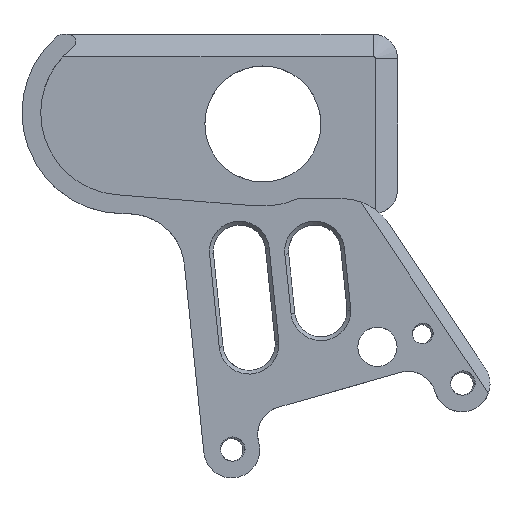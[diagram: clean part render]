
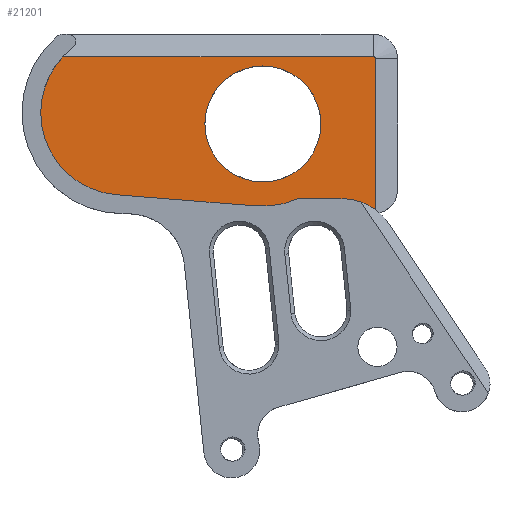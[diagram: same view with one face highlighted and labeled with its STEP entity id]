
A CAD part, top view. The second image highlights one B-rep face of the part: STEP entity #21201.
In plain terms, the highlighted planar face has unit normal (0, 0, 1).
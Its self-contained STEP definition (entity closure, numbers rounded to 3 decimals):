
#129 = CIRCLE ( 'NONE', #11711, 22. ) ;
#164 = ORIENTED_EDGE ( 'NONE', *, *, #24818, .T. ) ;
#319 = EDGE_CURVE ( 'NONE', #19349, #5687, #12878, .T. ) ;
#966 = CIRCLE ( 'NONE', #18740, 15.5 ) ;
#1035 = FACE_BOUND ( 'NONE', #14293, .T. ) ;
#1332 = AXIS2_PLACEMENT_3D ( 'NONE', #13122, #3292, #11165 ) ;
#1387 = VECTOR ( 'NONE', #8941, 1000. ) ;
#1541 = DIRECTION ( 'NONE',  ( 0., 0., -1. ) ) ;
#1610 = CARTESIAN_POINT ( 'NONE',  ( -39.14, -18.929, 13.5 ) ) ;
#1747 = AXIS2_PLACEMENT_3D ( 'NONE', #17294, #3822, #9269 ) ;
#1767 = EDGE_CURVE ( 'NONE', #16112, #13961, #15377, .T. ) ;
#1784 = CIRCLE ( 'NONE', #3826, 22. ) ;
#1941 = CARTESIAN_POINT ( 'NONE',  ( -59.38, 3., 13.5 ) ) ;
#2190 = VERTEX_POINT ( 'NONE', #11664 ) ;
#2590 = VERTEX_POINT ( 'NONE', #23944 ) ;
#2944 = CARTESIAN_POINT ( 'NONE',  ( -1.76, -21.929, 13.5 ) ) ;
#3243 = LINE ( 'NONE', #20835, #1387 ) ;
#3292 = DIRECTION ( 'NONE',  ( 0., 0., -1. ) ) ;
#3355 = FACE_OUTER_BOUND ( 'NONE', #24511, .T. ) ;
#3364 = VECTOR ( 'NONE', #4267, 1000. ) ;
#3650 = DIRECTION ( 'NONE',  ( 0., 0., -1. ) ) ;
#3727 = CARTESIAN_POINT ( 'NONE',  ( 0., 0., 13.5 ) ) ;
#3822 = DIRECTION ( 'NONE',  ( 0., 0., 1. ) ) ;
#3826 = AXIS2_PLACEMENT_3D ( 'NONE', #5336, #25113, #7019 ) ;
#4241 = VERTEX_POINT ( 'NONE', #1941 ) ;
#4267 = DIRECTION ( 'NONE',  ( 0., 1., 0. ) ) ;
#5336 = CARTESIAN_POINT ( 'NONE',  ( -37.38, 3., 13.5 ) ) ;
#5687 = VERTEX_POINT ( 'NONE', #6853 ) ;
#5904 = DIRECTION ( 'NONE',  ( -0.997, 0.08, 0. ) ) ;
#6206 = VERTEX_POINT ( 'NONE', #2944 ) ;
#6577 = EDGE_CURVE ( 'NONE', #6206, #21929, #21303, .T. ) ;
#6853 = CARTESIAN_POINT ( 'NONE',  ( 29.5, 18., 13.5 ) ) ;
#6983 = CARTESIAN_POINT ( 'NONE',  ( 29.5, -17.5, 13.5 ) ) ;
#7019 = DIRECTION ( 'NONE',  ( 1., 0., 0. ) ) ;
#7026 = ORIENTED_EDGE ( 'NONE', *, *, #1767, .F. ) ;
#8553 = DIRECTION ( 'NONE',  ( 0., 0., 1. ) ) ;
#8678 = CARTESIAN_POINT ( 'NONE',  ( 0., 0., 13.5 ) ) ;
#8941 = DIRECTION ( 'NONE',  ( -1., 0., 0. ) ) ;
#9179 = CIRCLE ( 'NONE', #1332, 15. ) ;
#9269 = DIRECTION ( 'NONE',  ( 1., 0., 0. ) ) ;
#9560 = CARTESIAN_POINT ( 'NONE',  ( 30., 17.5, 13.5 ) ) ;
#10111 = VERTEX_POINT ( 'NONE', #15030 ) ;
#10594 = VERTEX_POINT ( 'NONE', #12035 ) ;
#11165 = DIRECTION ( 'NONE',  ( 1., 0., 0. ) ) ;
#11230 = AXIS2_PLACEMENT_3D ( 'NONE', #6983, #14876, #18514 ) ;
#11410 = CARTESIAN_POINT ( 'NONE',  ( -37.38, 3., 13.5 ) ) ;
#11468 = LINE ( 'NONE', #17437, #18725 ) ;
#11536 = DIRECTION ( 'NONE',  ( 1., 0., 0. ) ) ;
#11620 = DIRECTION ( 'NONE',  ( 1., 0., 0. ) ) ;
#11639 = CARTESIAN_POINT ( 'NONE',  ( 15.5, 0., 13.5 ) ) ;
#11664 = CARTESIAN_POINT ( 'NONE',  ( 30., -22.889, 13.5 ) ) ;
#11711 = AXIS2_PLACEMENT_3D ( 'NONE', #11410, #3650, #11536 ) ;
#12035 = CARTESIAN_POINT ( 'NONE',  ( 21.149, -20., 13.5 ) ) ;
#12076 = AXIS2_PLACEMENT_3D ( 'NONE', #3727, #1541, #11620 ) ;
#12273 = CARTESIAN_POINT ( 'NONE',  ( -15.5, 0., 13.5 ) ) ;
#12878 = CIRCLE ( 'NONE', #16623, 0.5 ) ;
#13122 = CARTESIAN_POINT ( 'NONE',  ( 21.149, -35., 13.5 ) ) ;
#13914 = ORIENTED_EDGE ( 'NONE', *, *, #24211, .F. ) ;
#13947 = EDGE_CURVE ( 'NONE', #2190, #19349, #21854, .T. ) ;
#13961 = VERTEX_POINT ( 'NONE', #11639 ) ;
#14293 = EDGE_LOOP ( 'NONE', ( #7026, #13914 ) ) ;
#14379 = ORIENTED_EDGE ( 'NONE', *, *, #22585, .F. ) ;
#14876 = DIRECTION ( 'NONE',  ( 0., 0., 1. ) ) ;
#15030 = CARTESIAN_POINT ( 'NONE',  ( 9.165, -20., 13.5 ) ) ;
#15273 = ORIENTED_EDGE ( 'NONE', *, *, #21491, .F. ) ;
#15377 = CIRCLE ( 'NONE', #1747, 15.5 ) ;
#15798 = ORIENTED_EDGE ( 'NONE', *, *, #21984, .T. ) ;
#16112 = VERTEX_POINT ( 'NONE', #12273 ) ;
#16623 = AXIS2_PLACEMENT_3D ( 'NONE', #24057, #21983, #22229 ) ;
#17044 = ORIENTED_EDGE ( 'NONE', *, *, #319, .T. ) ;
#17294 = CARTESIAN_POINT ( 'NONE',  ( 0., 0., 13.5 ) ) ;
#17437 = CARTESIAN_POINT ( 'NONE',  ( 29.165, -20., 13.5 ) ) ;
#18514 = DIRECTION ( 'NONE',  ( 1., 0., 0. ) ) ;
#18645 = DIRECTION ( 'NONE',  ( 1., 0., 0. ) ) ;
#18725 = VECTOR ( 'NONE', #23502, 1000. ) ;
#18740 = AXIS2_PLACEMENT_3D ( 'NONE', #8678, #8553, #18645 ) ;
#19245 = CARTESIAN_POINT ( 'NONE',  ( -1.76, -21.929, 13.5 ) ) ;
#19349 = VERTEX_POINT ( 'NONE', #9560 ) ;
#19936 = CIRCLE ( 'NONE', #12076, 22. ) ;
#20052 = CARTESIAN_POINT ( 'NONE',  ( 30., 17.5, 13.5 ) ) ;
#20374 = ORIENTED_EDGE ( 'NONE', *, *, #6577, .F. ) ;
#20573 = PLANE ( 'NONE',  #11230 ) ;
#20626 = ORIENTED_EDGE ( 'NONE', *, *, #13947, .T. ) ;
#20835 = CARTESIAN_POINT ( 'NONE',  ( -52.043, 18., 13.5 ) ) ;
#21089 = ORIENTED_EDGE ( 'NONE', *, *, #24541, .F. ) ;
#21201 = ADVANCED_FACE ( 'NONE', ( #3355, #1035 ), #20573, .T. ) ;
#21303 = LINE ( 'NONE', #19245, #22792 ) ;
#21491 = EDGE_CURVE ( 'NONE', #10111, #6206, #19936, .T. ) ;
#21854 = LINE ( 'NONE', #20052, #3364 ) ;
#21929 = VERTEX_POINT ( 'NONE', #1610 ) ;
#21983 = DIRECTION ( 'NONE',  ( 0., 0., 1. ) ) ;
#21984 = EDGE_CURVE ( 'NONE', #10594, #2190, #9179, .T. ) ;
#22229 = DIRECTION ( 'NONE',  ( 1., 0., 0. ) ) ;
#22585 = EDGE_CURVE ( 'NONE', #4241, #2590, #1784, .T. ) ;
#22792 = VECTOR ( 'NONE', #5904, 1000. ) ;
#22924 = EDGE_CURVE ( 'NONE', #10594, #10111, #11468, .T. ) ;
#23502 = DIRECTION ( 'NONE',  ( -1., 0., 0. ) ) ;
#23944 = CARTESIAN_POINT ( 'NONE',  ( -53.473, 18., 13.5 ) ) ;
#24057 = CARTESIAN_POINT ( 'NONE',  ( 29.5, 17.5, 13.5 ) ) ;
#24211 = EDGE_CURVE ( 'NONE', #13961, #16112, #966, .T. ) ;
#24511 = EDGE_LOOP ( 'NONE', ( #17044, #164, #14379, #21089, #20374, #15273, #24662, #15798, #20626 ) ) ;
#24541 = EDGE_CURVE ( 'NONE', #21929, #4241, #129, .T. ) ;
#24662 = ORIENTED_EDGE ( 'NONE', *, *, #22924, .F. ) ;
#24818 = EDGE_CURVE ( 'NONE', #5687, #2590, #3243, .T. ) ;
#25113 = DIRECTION ( 'NONE',  ( 0., 0., -1. ) ) ;
